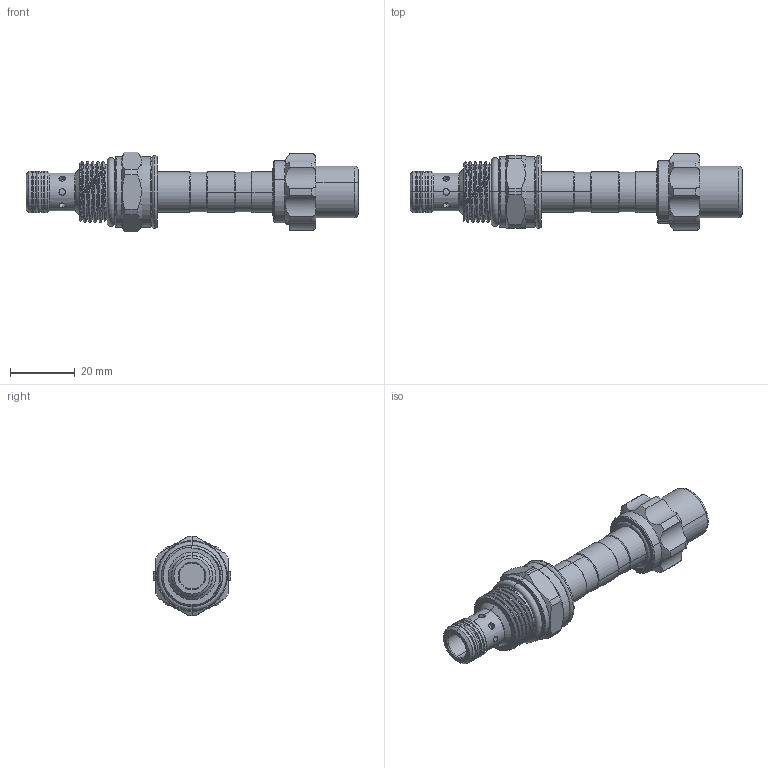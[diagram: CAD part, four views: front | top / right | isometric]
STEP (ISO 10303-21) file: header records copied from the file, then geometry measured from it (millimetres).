
FILE_DESCRIPTION (( 'STEP AP203' ), '1' );
FILE_NAME ('ES08W2A15MC04.STEP', '2020-04-08T08:28:26', ( '' ), ( '' ), 'SwSTEP 2.0', 'SolidWorks 2018', '' );
FILE_SCHEMA (( 'CONFIG_CONTROL_DESIGN' ));
Length unit declared in the file: millimetre
Products named in the file (1): ES08W2A15MC04
Bounding box: 102.32 x 23.79 x 24.65 mm (x, y, z)
Volume: 21062.8 mm3; surface area: 8334 mm2
Topology: 5 solids, 6 shells, 215 faces, 497 edges, 305 vertices
Faces by surface type: cylinder 111, torus 40, cone 35, plane 26, bspline 3
Entity records: 7946 total; most frequent: CARTESIAN_POINT 3015, DIRECTION 1061, ORIENTED_EDGE 994, EDGE_CURVE 497, AXIS2_PLACEMENT_3D 457, VERTEX_POINT 305, CIRCLE 244, EDGE_LOOP 238
